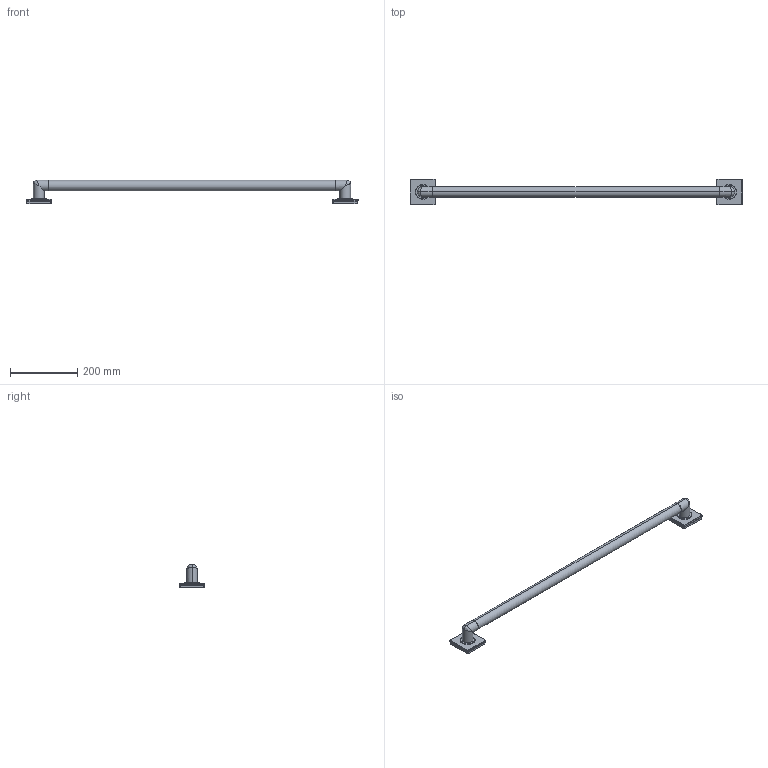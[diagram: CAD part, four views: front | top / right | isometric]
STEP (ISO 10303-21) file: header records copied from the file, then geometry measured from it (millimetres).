
FILE_DESCRIPTION((''),'2;1');
FILE_NAME('3140-3936','2021-07-13T11:25:35',('jinson.thomas'),(''),'CREO PARAMETRIC BY PTC INC, 2018400','CREO PARAMETRIC BY PTC INC, 2018400','');
FILE_SCHEMA(('CONFIG_CONTROL_DESIGN'));
Length unit declared in the file: inch
Products named in the file (1): 3140-3936
Bounding box: 990.6 x 76.2 x 69.98 mm (x, y, z)
Volume: 939301.8 mm3; surface area: 127967.3 mm2
Topology: 1 solids, 1 shells, 168 faces, 378 edges, 216 vertices
Faces by surface type: bspline 80, cylinder 54, plane 22, cone 8, torus 4
Entity records: 7266 total; most frequent: CARTESIAN_POINT 3954, ORIENTED_EDGE 756, DIRECTION 590, EDGE_CURVE 378, AXIS2_PLACEMENT_3D 244, VERTEX_POINT 216, EDGE_LOOP 172, FACE_OUTER_BOUND 168
